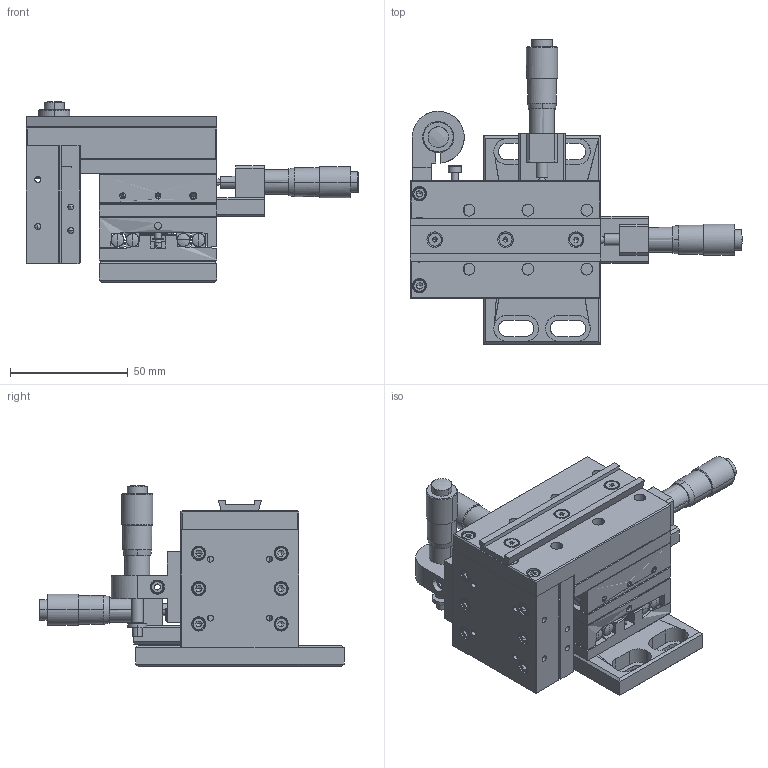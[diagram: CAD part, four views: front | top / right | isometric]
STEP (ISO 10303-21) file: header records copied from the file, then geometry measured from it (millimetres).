
FILE_DESCRIPTION (( 'STEP AP203' ), '1' );
FILE_NAME ('519454.STEP', '2021-11-25T08:54:54', ( '' ), ( '' ), 'SwSTEP 2.0', 'SolidWorks 2020', '' );
FILE_SCHEMA (( 'CONFIG_CONTROL_DESIGN' ));
Length unit declared in the file: millimetre
Products named in the file (1): 519454
Bounding box: 140.82 x 129.02 x 76.69 mm (x, y, z)
Surface area: 86446.4 mm2 (no closed solid volume)
Topology: 0 solids, 66 shells, 890 faces, 2967 edges, 2032 vertices
Faces by surface type: bspline 890
Entity records: 45455 total; most frequent: CARTESIAN_POINT 29654, ORIENTED_EDGE 4752, EDGE_CURVE 2847, B_SPLINE_CURVE_WITH_KNOTS 2250, VERTEX_POINT 2024, EDGE_LOOP 1176, ADVANCED_FACE 890, FACE_OUTER_BOUND 890
